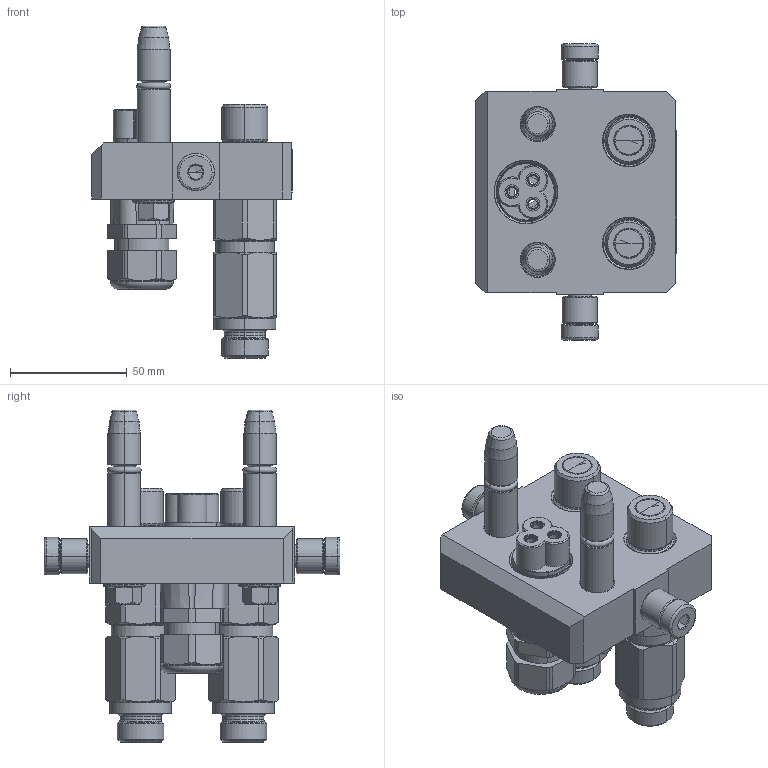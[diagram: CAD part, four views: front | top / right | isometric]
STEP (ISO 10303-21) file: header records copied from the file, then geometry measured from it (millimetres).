
FILE_DESCRIPTION (( 'STEP AP214' ), '1' );
FILE_NAME ('FASTER_DB.step', '2021-09-28T06:37:37', ( '' ), ( '' ), 'SwSTEP 2.0', 'SolidWorks 2017', '' );
FILE_SCHEMA (( 'AUTOMOTIVE_DESIGN' ));
Length unit declared in the file: millimetre
Products named in the file (14): 4830_044_0000_000; et002; 4830_021_0000_000; 3ffnp38-3_20m; 4830_028_1000_011; conn_3p_m; or2_62x9_19_m; 4820_010_0000_001; FASTER_DB; 1540_080_0008_000; P306_M_BASE; 4830_013_3000_030; corpospel08-3m
Assembly tree (21 placements, depth 3):
  FASTER_DB
    P306_M_BASE
      4820_010_0000_001
      4830_021_0000_000  x2
      1540_080_0008_000  x2
      4830_013_3000_030  x2
      4830_028_1000_011  x2
      or2_62x9_19_m  x2
    conn_3p_m
      4830_044_0000_000  x3
      corpospel08-3m
    3ffnp38-3_20m  x2
      3ffnp38-3_20m
    et002
Bounding box: 85.8 x 126.6 x 142 mm (x, y, z)
Volume: 2873.9 mm3; surface area: 86796.1 mm2
Topology: 5 solids, 46 shells, 1875 faces, 4830 edges, 3110 vertices
Faces by surface type: plane 1105, cylinder 348, cone 285, torus 117, bspline 14, sphere 6
Entity records: 54109 total; most frequent: CARTESIAN_POINT 12622, ORIENTED_EDGE 7895, DIRECTION 7502, EDGE_CURVE 4009, LINE 2982, VECTOR 2982, VERTEX_POINT 2612, AXIS2_PLACEMENT_3D 2260
